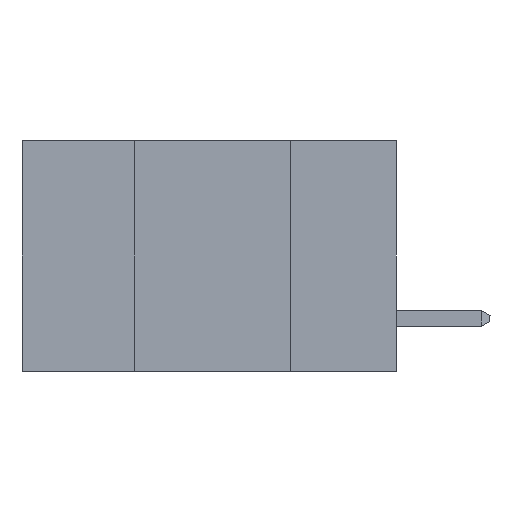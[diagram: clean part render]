
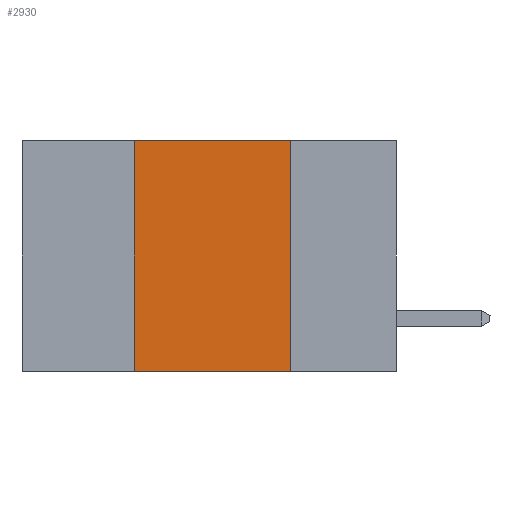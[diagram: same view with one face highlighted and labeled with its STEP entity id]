
A CAD part, left-side view. The second image highlights one B-rep face of the part: STEP entity #2930.
In plain terms, the highlighted planar face has unit normal (-1, 0, 0).
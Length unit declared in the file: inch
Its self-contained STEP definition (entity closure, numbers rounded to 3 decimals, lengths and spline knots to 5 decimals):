
#4 = VECTOR ( 'NONE', #5115, 39.37008 ) ;
#245 = ORIENTED_EDGE ( 'NONE', *, *, #6403, .F. ) ;
#360 = DIRECTION ( 'NONE',  ( 0., 0., 1. ) ) ;
#401 = ORIENTED_EDGE ( 'NONE', *, *, #4829, .T. ) ;
#548 = VERTEX_POINT ( 'NONE', #1811 ) ;
#971 = EDGE_CURVE ( 'NONE', #4388, #5814, #10734, .T. ) ;
#986 = EDGE_CURVE ( 'NONE', #548, #8042, #8979, .T. ) ;
#1401 = DIRECTION ( 'NONE',  ( 0., 0., -1. ) ) ;
#1676 = CARTESIAN_POINT ( 'NONE',  ( 0., 0.6, 0. ) ) ;
#1811 = CARTESIAN_POINT ( 'NONE',  ( 0., 0.42, -0.37 ) ) ;
#2188 = CARTESIAN_POINT ( 'NONE',  ( 0., 0.6, 0. ) ) ;
#2618 = VECTOR ( 'NONE', #7286, 39.37008 ) ;
#2930 = ADVANCED_FACE ( 'NONE', ( #5852 ), #3944, .F. ) ;
#3140 = VECTOR ( 'NONE', #5954, 39.37008 ) ;
#3542 = CARTESIAN_POINT ( 'NONE',  ( 0., 0.17, 0. ) ) ;
#3944 = PLANE ( 'NONE',  #7633 ) ;
#4075 = VECTOR ( 'NONE', #360, 39.37008 ) ;
#4388 = VERTEX_POINT ( 'NONE', #3542 ) ;
#4829 = EDGE_CURVE ( 'NONE', #548, #5814, #8436, .T. ) ;
#5115 = DIRECTION ( 'NONE',  ( 0., -1., 0. ) ) ;
#5356 = CARTESIAN_POINT ( 'NONE',  ( 0., 0.17, -0.37 ) ) ;
#5394 = CARTESIAN_POINT ( 'NONE',  ( 0., 0.42, -0.37 ) ) ;
#5673 = CARTESIAN_POINT ( 'NONE',  ( 0., 0.42, 0. ) ) ;
#5814 = VERTEX_POINT ( 'NONE', #5356 ) ;
#5852 = FACE_OUTER_BOUND ( 'NONE', #8842, .T. ) ;
#5954 = DIRECTION ( 'NONE',  ( 0., -1., 0. ) ) ;
#6133 = ORIENTED_EDGE ( 'NONE', *, *, #986, .F. ) ;
#6373 = CARTESIAN_POINT ( 'NONE',  ( 0., 0.17, -0.37 ) ) ;
#6403 = EDGE_CURVE ( 'NONE', #8042, #4388, #9473, .T. ) ;
#6772 = CARTESIAN_POINT ( 'NONE',  ( 0., 0.6, -0.37 ) ) ;
#7286 = DIRECTION ( 'NONE',  ( 0., 0., -1. ) ) ;
#7633 = AXIS2_PLACEMENT_3D ( 'NONE', #2188, #10810, #1401 ) ;
#7679 = ORIENTED_EDGE ( 'NONE', *, *, #971, .F. ) ;
#8042 = VERTEX_POINT ( 'NONE', #5673 ) ;
#8436 = LINE ( 'NONE', #6772, #3140 ) ;
#8842 = EDGE_LOOP ( 'NONE', ( #7679, #245, #6133, #401 ) ) ;
#8979 = LINE ( 'NONE', #5394, #4075 ) ;
#9473 = LINE ( 'NONE', #1676, #4 ) ;
#10734 = LINE ( 'NONE', #6373, #2618 ) ;
#10810 = DIRECTION ( 'NONE',  ( 1., 0., 0. ) ) ;
